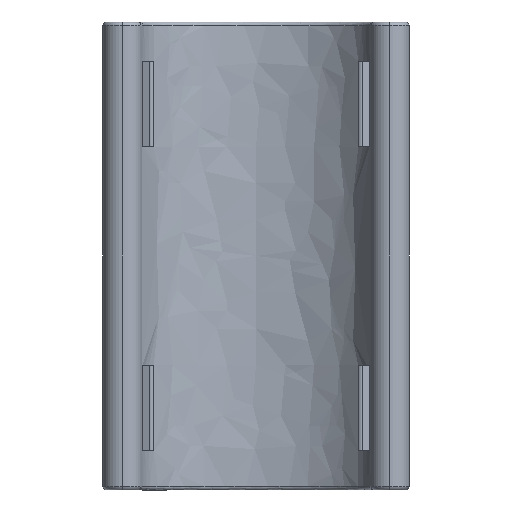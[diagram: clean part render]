
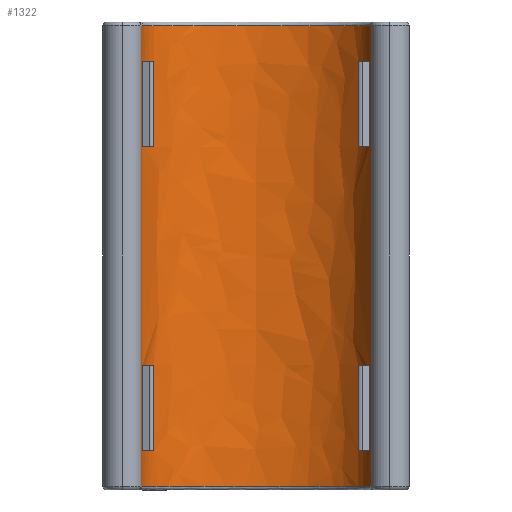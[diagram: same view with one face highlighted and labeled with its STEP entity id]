
A CAD part, front view. The second image highlights one B-rep face of the part: STEP entity #1322.
In plain terms, the highlighted free-form (B-spline) face has degree [1, 2] with [2, 5] control points.
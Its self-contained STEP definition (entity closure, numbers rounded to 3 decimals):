
#35=FACE_BOUND('',#333,.T.);
#36=FACE_BOUND('',#334,.T.);
#37=FACE_BOUND('',#335,.T.);
#38=FACE_BOUND('',#336,.T.);
#45=ELLIPSE('',#1454,30.,20.);
#46=ELLIPSE('',#1455,30.,20.);
#47=ELLIPSE('',#1456,30.,20.);
#48=ELLIPSE('',#1457,30.,20.);
#49=ELLIPSE('',#1458,30.,20.);
#50=ELLIPSE('',#1459,30.,20.);
#51=ELLIPSE('',#1460,30.,20.);
#52=ELLIPSE('',#1461,30.,20.);
#59=(
BOUNDED_SURFACE()
B_SPLINE_SURFACE(1,2,((#2443,#2444,#2445,#2446,#2447),(#2448,#2449,#2450,
#2451,#2452)),.UNSPECIFIED.,.F.,.F.,.F.)
B_SPLINE_SURFACE_WITH_KNOTS((2,2),(3,2,3),(0.033,3.967),
(0.184,1.571,2.958),.UNSPECIFIED.)
GEOMETRIC_REPRESENTATION_ITEM()
RATIONAL_B_SPLINE_SURFACE(((1.,0.769,1.,0.769,1.),
(1.,0.769,1.,0.769,1.)))
REPRESENTATION_ITEM('')
SURFACE()
);
#71=LINE('',#2441,#135);
#72=LINE('',#2454,#136);
#73=LINE('',#2471,#137);
#74=LINE('',#2474,#138);
#75=LINE('',#2479,#139);
#76=LINE('',#2482,#140);
#77=LINE('',#2487,#141);
#78=LINE('',#2490,#142);
#79=LINE('',#2495,#143);
#80=LINE('',#2498,#144);
#135=VECTOR('',#1707,10.);
#136=VECTOR('',#1710,10.);
#137=VECTOR('',#1713,10.);
#138=VECTOR('',#1716,10.);
#139=VECTOR('',#1719,10.);
#140=VECTOR('',#1722,10.);
#141=VECTOR('',#1725,10.);
#142=VECTOR('',#1728,10.);
#143=VECTOR('',#1731,10.);
#144=VECTOR('',#1734,10.);
#248=FACE_OUTER_BOUND('',#332,.T.);
#332=EDGE_LOOP('',(#955,#956,#957,#958));
#333=EDGE_LOOP('',(#959,#960,#961,#962));
#334=EDGE_LOOP('',(#963,#964,#965,#966));
#335=EDGE_LOOP('',(#967,#968,#969,#970));
#336=EDGE_LOOP('',(#971,#972,#973,#974));
#514=B_SPLINE_CURVE_WITH_KNOTS('',3,(#2373,#2374,#2375,#2376,#2377,#2378,
#2379,#2380,#2381,#2382,#2383,#2384),.UNSPECIFIED.,.F.,.F.,(4,1,1,1,1,1,
1,1,1,4),(0.,0.532,1.065,2.129,3.194,
4.258,5.323,6.388,6.92,7.452),
 .UNSPECIFIED.);
#517=B_SPLINE_CURVE_WITH_KNOTS('',3,(#2455,#2456,#2457,#2458,#2459,#2460,
#2461,#2462,#2463,#2464,#2465,#2466),.UNSPECIFIED.,.F.,.F.,(4,1,1,1,1,1,
1,1,1,4),(-7.452,-6.92,-6.388,-5.323,
-4.258,-3.194,-2.129,-1.065,
-0.532,0.),.UNSPECIFIED.);
#555=VERTEX_POINT('',#2293);
#557=VERTEX_POINT('',#2358);
#572=VERTEX_POINT('',#2440);
#573=VERTEX_POINT('',#2453);
#574=VERTEX_POINT('',#2467);
#575=VERTEX_POINT('',#2468);
#576=VERTEX_POINT('',#2470);
#577=VERTEX_POINT('',#2472);
#578=VERTEX_POINT('',#2475);
#579=VERTEX_POINT('',#2476);
#580=VERTEX_POINT('',#2478);
#581=VERTEX_POINT('',#2480);
#582=VERTEX_POINT('',#2483);
#583=VERTEX_POINT('',#2484);
#584=VERTEX_POINT('',#2486);
#585=VERTEX_POINT('',#2488);
#586=VERTEX_POINT('',#2491);
#587=VERTEX_POINT('',#2492);
#588=VERTEX_POINT('',#2494);
#589=VERTEX_POINT('',#2496);
#700=EDGE_CURVE('',#555,#557,#514,.T.);
#720=EDGE_CURVE('',#557,#572,#71,.T.);
#722=EDGE_CURVE('',#555,#573,#72,.T.);
#723=EDGE_CURVE('',#572,#573,#517,.T.);
#724=EDGE_CURVE('',#574,#575,#45,.T.);
#725=EDGE_CURVE('',#576,#574,#73,.T.);
#726=EDGE_CURVE('',#577,#576,#46,.T.);
#727=EDGE_CURVE('',#575,#577,#74,.T.);
#728=EDGE_CURVE('',#578,#579,#47,.T.);
#729=EDGE_CURVE('',#580,#578,#75,.T.);
#730=EDGE_CURVE('',#581,#580,#48,.T.);
#731=EDGE_CURVE('',#579,#581,#76,.T.);
#732=EDGE_CURVE('',#582,#583,#49,.T.);
#733=EDGE_CURVE('',#584,#583,#77,.T.);
#734=EDGE_CURVE('',#584,#585,#50,.T.);
#735=EDGE_CURVE('',#582,#585,#78,.T.);
#736=EDGE_CURVE('',#586,#587,#51,.T.);
#737=EDGE_CURVE('',#588,#587,#79,.T.);
#738=EDGE_CURVE('',#588,#589,#52,.T.);
#739=EDGE_CURVE('',#586,#589,#80,.T.);
#955=ORIENTED_EDGE('',*,*,#700,.F.);
#956=ORIENTED_EDGE('',*,*,#722,.T.);
#957=ORIENTED_EDGE('',*,*,#723,.F.);
#958=ORIENTED_EDGE('',*,*,#720,.F.);
#959=ORIENTED_EDGE('',*,*,#724,.F.);
#960=ORIENTED_EDGE('',*,*,#725,.F.);
#961=ORIENTED_EDGE('',*,*,#726,.F.);
#962=ORIENTED_EDGE('',*,*,#727,.F.);
#963=ORIENTED_EDGE('',*,*,#728,.F.);
#964=ORIENTED_EDGE('',*,*,#729,.F.);
#965=ORIENTED_EDGE('',*,*,#730,.F.);
#966=ORIENTED_EDGE('',*,*,#731,.F.);
#967=ORIENTED_EDGE('',*,*,#732,.T.);
#968=ORIENTED_EDGE('',*,*,#733,.F.);
#969=ORIENTED_EDGE('',*,*,#734,.T.);
#970=ORIENTED_EDGE('',*,*,#735,.F.);
#971=ORIENTED_EDGE('',*,*,#736,.T.);
#972=ORIENTED_EDGE('',*,*,#737,.F.);
#973=ORIENTED_EDGE('',*,*,#738,.T.);
#974=ORIENTED_EDGE('',*,*,#739,.F.);
#1322=ADVANCED_FACE('',(#248,#35,#36,#37,#38),#59,.T.);
#1454=AXIS2_PLACEMENT_3D('',#2469,#1711,#1712);
#1455=AXIS2_PLACEMENT_3D('',#2473,#1714,#1715);
#1456=AXIS2_PLACEMENT_3D('',#2477,#1717,#1718);
#1457=AXIS2_PLACEMENT_3D('',#2481,#1720,#1721);
#1458=AXIS2_PLACEMENT_3D('',#2485,#1723,#1724);
#1459=AXIS2_PLACEMENT_3D('',#2489,#1726,#1727);
#1460=AXIS2_PLACEMENT_3D('',#2493,#1729,#1730);
#1461=AXIS2_PLACEMENT_3D('',#2497,#1732,#1733);
#1707=DIRECTION('',(0.,0.,1.));
#1710=DIRECTION('',(0.,0.,1.));
#1711=DIRECTION('center_axis',(0.,0.,1.));
#1712=DIRECTION('ref_axis',(-1.,0.,0.));
#1713=DIRECTION('',(0.,0.,1.));
#1714=DIRECTION('center_axis',(0.,0.,-1.));
#1715=DIRECTION('ref_axis',(-1.,0.,0.));
#1716=DIRECTION('',(0.,0.,-1.));
#1717=DIRECTION('center_axis',(0.,0.,-1.));
#1718=DIRECTION('ref_axis',(-1.,0.,0.));
#1719=DIRECTION('',(0.,0.,-1.));
#1720=DIRECTION('center_axis',(0.,0.,1.));
#1721=DIRECTION('ref_axis',(-1.,0.,0.));
#1722=DIRECTION('',(0.,0.,1.));
#1723=DIRECTION('center_axis',(0.,0.,1.));
#1724=DIRECTION('ref_axis',(1.,0.,0.));
#1725=DIRECTION('',(0.,0.,-1.));
#1726=DIRECTION('center_axis',(0.,0.,-1.));
#1727=DIRECTION('ref_axis',(1.,0.,0.));
#1728=DIRECTION('',(0.,0.,1.));
#1729=DIRECTION('center_axis',(0.,0.,1.));
#1730=DIRECTION('ref_axis',(1.,0.,0.));
#1731=DIRECTION('',(0.,0.,-1.));
#1732=DIRECTION('center_axis',(0.,0.,-1.));
#1733=DIRECTION('ref_axis',(1.,0.,0.));
#1734=DIRECTION('',(0.,0.,1.));
#2293=CARTESIAN_POINT('',(29.494,3.657,1.));
#2358=CARTESIAN_POINT('',(-29.494,3.657,1.));
#2373=CARTESIAN_POINT('Ctrl Pts',(29.494,3.657,1.));
#2374=CARTESIAN_POINT('Ctrl Pts',(29.049,5.253,1.));
#2375=CARTESIAN_POINT('Ctrl Pts',(27.591,8.297,1.));
#2376=CARTESIAN_POINT('Ctrl Pts',(23.016,13.37,1.));
#2377=CARTESIAN_POINT('Ctrl Pts',(15.432,17.681,1.));
#2378=CARTESIAN_POINT('Ctrl Pts',(5.246,20.1,1.));
#2379=CARTESIAN_POINT('Ctrl Pts',(-5.247,20.101,1.));
#2380=CARTESIAN_POINT('Ctrl Pts',(-15.429,17.68,1.));
#2381=CARTESIAN_POINT('Ctrl Pts',(-23.018,13.37,1.));
#2382=CARTESIAN_POINT('Ctrl Pts',(-27.591,8.296,1.));
#2383=CARTESIAN_POINT('Ctrl Pts',(-29.049,5.253,1.));
#2384=CARTESIAN_POINT('Ctrl Pts',(-29.494,3.657,1.));
#2440=CARTESIAN_POINT('',(-29.494,3.657,119.));
#2441=CARTESIAN_POINT('',(-29.494,3.657,0.));
#2443=CARTESIAN_POINT('Ctrl Pts',(29.494,3.657,1.));
#2444=CARTESIAN_POINT('Ctrl Pts',(24.935,20.,1.));
#2445=CARTESIAN_POINT('Ctrl Pts',(0.,20.,1.));
#2446=CARTESIAN_POINT('Ctrl Pts',(-24.935,20.,1.));
#2447=CARTESIAN_POINT('Ctrl Pts',(-29.494,3.657,1.));
#2448=CARTESIAN_POINT('Ctrl Pts',(29.494,3.657,119.));
#2449=CARTESIAN_POINT('Ctrl Pts',(24.935,20.,119.));
#2450=CARTESIAN_POINT('Ctrl Pts',(0.,20.,119.));
#2451=CARTESIAN_POINT('Ctrl Pts',(-24.935,20.,119.));
#2452=CARTESIAN_POINT('Ctrl Pts',(-29.494,3.657,119.));
#2453=CARTESIAN_POINT('',(29.494,3.657,119.));
#2454=CARTESIAN_POINT('',(29.494,3.657,0.));
#2455=CARTESIAN_POINT('Ctrl Pts',(-29.494,3.657,119.));
#2456=CARTESIAN_POINT('Ctrl Pts',(-29.049,5.253,119.));
#2457=CARTESIAN_POINT('Ctrl Pts',(-27.591,8.296,119.));
#2458=CARTESIAN_POINT('Ctrl Pts',(-23.019,13.37,119.));
#2459=CARTESIAN_POINT('Ctrl Pts',(-15.427,17.681,119.));
#2460=CARTESIAN_POINT('Ctrl Pts',(-5.246,20.101,119.));
#2461=CARTESIAN_POINT('Ctrl Pts',(5.246,20.1,119.));
#2462=CARTESIAN_POINT('Ctrl Pts',(15.433,17.681,119.));
#2463=CARTESIAN_POINT('Ctrl Pts',(23.016,13.37,119.));
#2464=CARTESIAN_POINT('Ctrl Pts',(27.59,8.296,119.));
#2465=CARTESIAN_POINT('Ctrl Pts',(29.049,5.253,119.));
#2466=CARTESIAN_POINT('Ctrl Pts',(29.494,3.657,119.));
#2467=CARTESIAN_POINT('',(29.141,4.751,32.));
#2468=CARTESIAN_POINT('',(26.222,9.716,32.));
#2469=CARTESIAN_POINT('Origin',(0.,0.,32.));
#2470=CARTESIAN_POINT('',(29.141,4.751,10.));
#2471=CARTESIAN_POINT('',(29.141,4.751,0.));
#2472=CARTESIAN_POINT('',(26.222,9.716,10.));
#2473=CARTESIAN_POINT('Origin',(0.,0.,10.));
#2474=CARTESIAN_POINT('',(26.222,9.716,0.));
#2475=CARTESIAN_POINT('',(26.222,9.716,88.));
#2476=CARTESIAN_POINT('',(29.141,4.751,88.));
#2477=CARTESIAN_POINT('Origin',(0.,0.,88.));
#2478=CARTESIAN_POINT('',(26.222,9.716,110.));
#2479=CARTESIAN_POINT('',(26.222,9.716,0.));
#2480=CARTESIAN_POINT('',(29.141,4.751,110.));
#2481=CARTESIAN_POINT('Origin',(0.,0.,110.));
#2482=CARTESIAN_POINT('',(29.141,4.751,0.));
#2483=CARTESIAN_POINT('',(-26.222,9.716,88.));
#2484=CARTESIAN_POINT('',(-29.141,4.751,88.));
#2485=CARTESIAN_POINT('Origin',(0.,0.,88.));
#2486=CARTESIAN_POINT('',(-29.141,4.751,110.));
#2487=CARTESIAN_POINT('',(-29.141,4.751,0.));
#2488=CARTESIAN_POINT('',(-26.222,9.716,110.));
#2489=CARTESIAN_POINT('Origin',(0.,0.,110.));
#2490=CARTESIAN_POINT('',(-26.222,9.716,0.));
#2491=CARTESIAN_POINT('',(-26.222,9.716,10.));
#2492=CARTESIAN_POINT('',(-29.141,4.751,10.));
#2493=CARTESIAN_POINT('Origin',(0.,0.,10.));
#2494=CARTESIAN_POINT('',(-29.141,4.751,32.));
#2495=CARTESIAN_POINT('',(-29.141,4.751,0.));
#2496=CARTESIAN_POINT('',(-26.222,9.716,32.));
#2497=CARTESIAN_POINT('Origin',(0.,0.,32.));
#2498=CARTESIAN_POINT('',(-26.222,9.716,0.));
